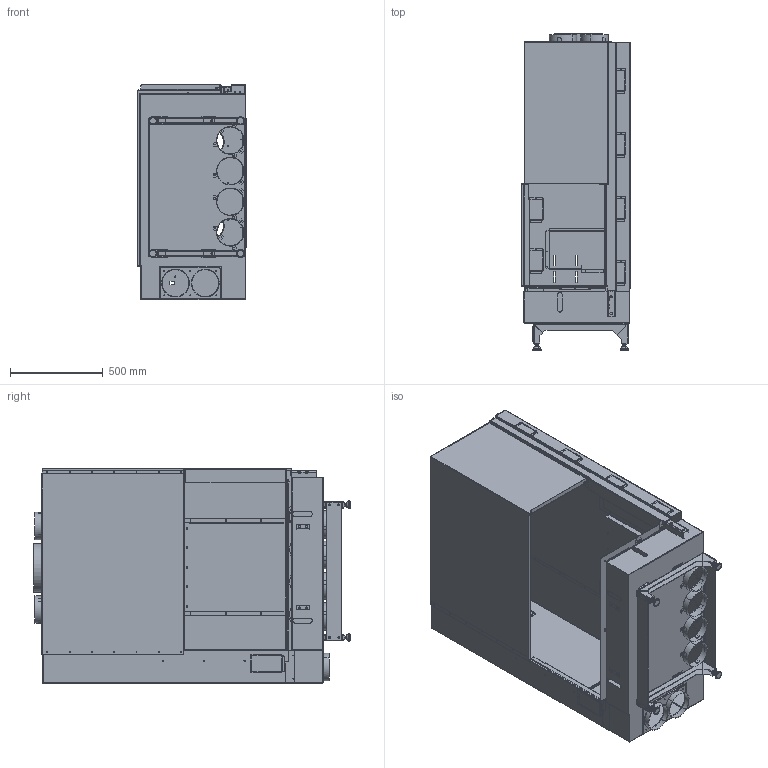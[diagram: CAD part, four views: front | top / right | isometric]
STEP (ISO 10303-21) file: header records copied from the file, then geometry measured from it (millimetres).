
FILE_DESCRIPTION (( 'STEP AP214' ), '1' );
FILE_NAME ('W90 47CR.STEP', '2020-03-03T15:47:58', ( '' ), ( '' ), 'SwSTEP 2.0', 'SolidWorks 2018', '' );
FILE_SCHEMA (( 'AUTOMOTIVE_DESIGN' ));
Length unit declared in the file: millimetre
Products named in the file (1): W90 47CR
Bounding box: 586.5 x 1705.5 x 1159.2 mm (x, y, z)
Volume: 10900156.8 mm3; surface area: 14129172.4 mm2
Topology: 89 solids, 89 shells, 3895 faces, 10055 edges, 6364 vertices
Faces by surface type: plane 2010, cylinder 1716, bspline 116, cone 48, torus 5
Full cylindrical faces by diameter (mm): 232 x1, 236 x1, 250 x1, 254 x1, 256 x1, 260 x1
Entity records: 168677 total; most frequent: CARTESIAN_POINT 26389, DIRECTION 20787, ORIENTED_EDGE 20110, EDGE_CURVE 10055, AXIS2_PLACEMENT_3D 7308, VERTEX_POINT 6364, LINE 6171, VECTOR 6171
